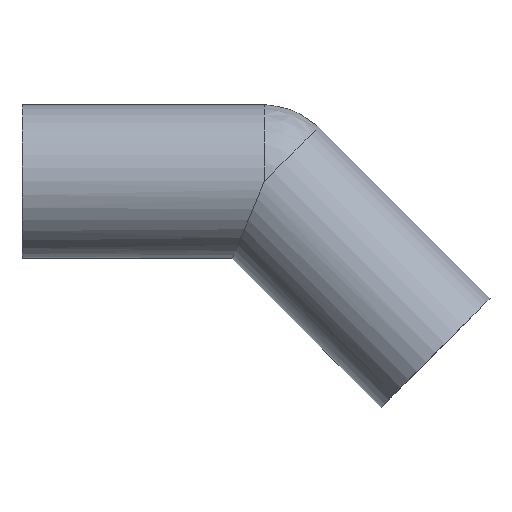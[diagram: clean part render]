
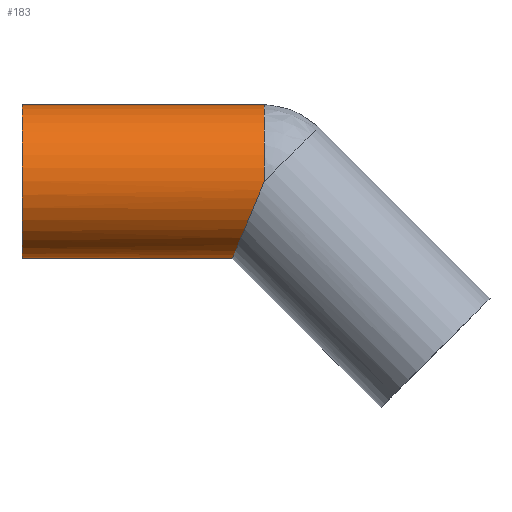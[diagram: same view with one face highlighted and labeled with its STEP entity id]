
A CAD part, top view. The second image highlights one B-rep face of the part: STEP entity #183.
In plain terms, the highlighted cylindrical face has radius 20 mm (diameter 40 mm), a partial arc.
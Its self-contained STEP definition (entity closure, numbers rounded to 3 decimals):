
#93 = EDGE_CURVE( '', #197, #195, #229, .T. );
#103 = EDGE_CURVE( '', #197, #149, #241, .T. );
#109 = EDGE_CURVE( '', #149, #125, #247, .T. );
#117 = EDGE_CURVE( '', #125, #181, #256, .T. );
#119 = EDGE_CURVE( '', #181, #195, #258, .T. );
#125 = VERTEX_POINT( '', #266 );
#149 = VERTEX_POINT( '', #291 );
#181 = VERTEX_POINT( '', #328 );
#183 = ADVANCED_FACE( '', ( #330 ), #331, .T. );
#195 = VERTEX_POINT( '', #343 );
#197 = VERTEX_POINT( '', #345 );
#229 = CIRCLE( '', #368, 20. );
#241 = LINE( '', #382, #383 );
#247 = ELLIPSE( '', #391, 21.648, 20. );
#256 = CIRCLE( '', #402, 20. );
#258 = LINE( '', #405, #406 );
#266 = CARTESIAN_POINT( '', ( 63., 0., 20. ) );
#291 = CARTESIAN_POINT( '', ( 54.716, -20., 0. ) );
#328 = CARTESIAN_POINT( '', ( 63., 20., 0. ) );
#330 = FACE_OUTER_BOUND( '', #498, .T. );
#331 = CYLINDRICAL_SURFACE( '', #499, 20. );
#343 = CARTESIAN_POINT( '', ( 0., 20., 0. ) );
#345 = CARTESIAN_POINT( '', ( 0., -20., 0. ) );
#368 = AXIS2_PLACEMENT_3D( '', #544, #545, #546 );
#382 = CARTESIAN_POINT( '', ( 31.5, -20., 0. ) );
#383 = VECTOR( '', #567, 1. );
#391 = AXIS2_PLACEMENT_3D( '', #571, #572, #573 );
#402 = AXIS2_PLACEMENT_3D( '', #586, #587, #588 );
#405 = CARTESIAN_POINT( '', ( 31.5, 20., 0. ) );
#406 = VECTOR( '', #589, 1. );
#498 = EDGE_LOOP( '', ( #682, #683, #684, #685, #686 ) );
#499 = AXIS2_PLACEMENT_3D( '', #687, #688, #689 );
#544 = CARTESIAN_POINT( '', ( 0., 0., 0. ) );
#545 = DIRECTION( '', ( -1., 0., 0. ) );
#546 = DIRECTION( '', ( 0., 1., 0. ) );
#567 = DIRECTION( '', ( 1., 0., 0. ) );
#571 = CARTESIAN_POINT( '', ( 63., 0., 0. ) );
#572 = DIRECTION( '', ( -0.924, 0.383, 0. ) );
#573 = DIRECTION( '', ( 0.383, 0.924, 0. ) );
#586 = CARTESIAN_POINT( '', ( 63., 0., 0. ) );
#587 = DIRECTION( '', ( -1., 0., 0. ) );
#588 = DIRECTION( '', ( 0., 1., 0. ) );
#589 = DIRECTION( '', ( -1., 0., 0. ) );
#682 = ORIENTED_EDGE( '', *, *, #119, .T. );
#683 = ORIENTED_EDGE( '', *, *, #93, .F. );
#684 = ORIENTED_EDGE( '', *, *, #103, .T. );
#685 = ORIENTED_EDGE( '', *, *, #109, .T. );
#686 = ORIENTED_EDGE( '', *, *, #117, .T. );
#687 = CARTESIAN_POINT( '', ( 31.5, 0., 0. ) );
#688 = DIRECTION( '', ( 1., 0., 0. ) );
#689 = DIRECTION( '', ( 0., 1., 0. ) );
